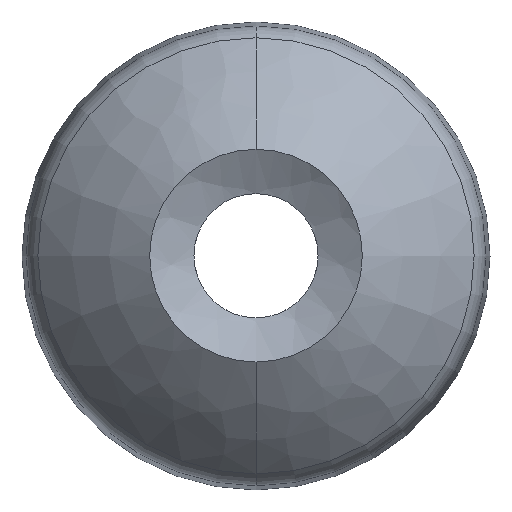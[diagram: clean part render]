
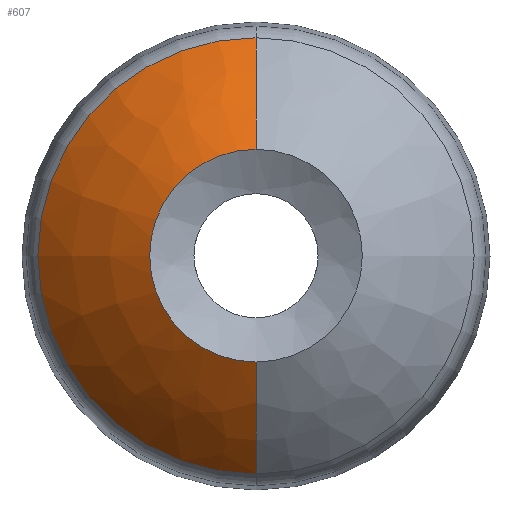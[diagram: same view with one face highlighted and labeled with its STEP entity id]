
A CAD part, top view. The second image highlights one B-rep face of the part: STEP entity #607.
In plain terms, the highlighted free-form (B-spline) face has degree [3, 3] with [4, 4] control points.
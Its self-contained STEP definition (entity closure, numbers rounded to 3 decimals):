
#11 = CARTESIAN_POINT ( 'NONE',  ( 0., 11.133, 18. ) ) ;
#16 = EDGE_CURVE ( 'NONE', #347, #285, #121, .T. ) ;
#21 =( BOUNDED_SURFACE ( )  B_SPLINE_SURFACE ( 3, 3, ( 
 ( #487, #178, #383, #176 ),
 ( #172, #441, #77, #331 ),
 ( #276, #71, #434, #180 ),
 ( #228, #384, #540, #230 ) ),
 .UNSPECIFIED., .F., .F., .F. ) 
 B_SPLINE_SURFACE_WITH_KNOTS ( ( 4, 4 ),
 ( 4, 4 ),
 ( 0., 1. ),
 ( 0., 1. ),
 .UNSPECIFIED. ) 
 GEOMETRIC_REPRESENTATION_ITEM ( )  RATIONAL_B_SPLINE_SURFACE ( (
 ( 1., 0.333, 0.333, 1.),
 ( 0.992, 0.331, 0.331, 0.992),
 ( 0.992, 0.331, 0.331, 0.992),
 ( 1., 0.333, 0.333, 1.) ) ) 
 REPRESENTATION_ITEM ( '' )  SURFACE ( )  );
#53 = DIRECTION ( 'NONE',  ( 0., 1., 0. ) ) ;
#71 = CARTESIAN_POINT ( 'NONE',  ( -31.093, -15.547, 15.243 ) ) ;
#77 = CARTESIAN_POINT ( 'NONE',  ( -38.96, 19.48, 11.837 ) ) ;
#78 = VERTEX_POINT ( 'NONE', #394 ) ;
#79 = DIRECTION ( 'NONE',  ( -1., 0., 0. ) ) ;
#121 = CIRCLE ( 'NONE', #412, 50. ) ;
#133 = ORIENTED_EDGE ( 'NONE', *, *, #266, .T. ) ;
#138 = CIRCLE ( 'NONE', #272, 50. ) ;
#145 = CARTESIAN_POINT ( 'NONE',  ( 0., 0., 7.863 ) ) ;
#172 = CARTESIAN_POINT ( 'NONE',  ( 0., -19.48, 11.837 ) ) ;
#176 = CARTESIAN_POINT ( 'NONE',  ( 0., 22.839, 7.863 ) ) ;
#178 = CARTESIAN_POINT ( 'NONE',  ( -45.677, -22.839, 7.863 ) ) ;
#180 = CARTESIAN_POINT ( 'NONE',  ( 0., 15.547, 15.243 ) ) ;
#206 = CARTESIAN_POINT ( 'NONE',  ( 0., -11.133, 18. ) ) ;
#218 = EDGE_LOOP ( 'NONE', ( #560, #528, #133, #329 ) ) ;
#222 = CARTESIAN_POINT ( 'NONE',  ( 0., -22.839, 7.863 ) ) ;
#228 = CARTESIAN_POINT ( 'NONE',  ( 0., -11.133, 18. ) ) ;
#230 = CARTESIAN_POINT ( 'NONE',  ( 0., 11.133, 18. ) ) ;
#259 = VERTEX_POINT ( 'NONE', #11 ) ;
#266 = EDGE_CURVE ( 'NONE', #285, #259, #511, .T. ) ;
#272 = AXIS2_PLACEMENT_3D ( 'NONE', #589, #537, #544 ) ;
#276 = CARTESIAN_POINT ( 'NONE',  ( 0., -15.547, 15.243 ) ) ;
#285 = VERTEX_POINT ( 'NONE', #206 ) ;
#329 = ORIENTED_EDGE ( 'NONE', *, *, #572, .F. ) ;
#331 = CARTESIAN_POINT ( 'NONE',  ( 0., 19.48, 11.837 ) ) ;
#338 = DIRECTION ( 'NONE',  ( 0., -1., 0. ) ) ;
#347 = VERTEX_POINT ( 'NONE', #222 ) ;
#383 = CARTESIAN_POINT ( 'NONE',  ( -45.677, 22.839, 7.863 ) ) ;
#384 = CARTESIAN_POINT ( 'NONE',  ( -22.267, -11.133, 18. ) ) ;
#385 = CIRCLE ( 'NONE', #473, 22.839 ) ;
#394 = CARTESIAN_POINT ( 'NONE',  ( 0., 22.839, 7.863 ) ) ;
#412 = AXIS2_PLACEMENT_3D ( 'NONE', #597, #79, #338 ) ;
#420 = AXIS2_PLACEMENT_3D ( 'NONE', #523, #618, #53 ) ;
#434 = CARTESIAN_POINT ( 'NONE',  ( -31.093, 15.547, 15.243 ) ) ;
#441 = CARTESIAN_POINT ( 'NONE',  ( -38.96, -19.48, 11.837 ) ) ;
#468 = FACE_OUTER_BOUND ( 'NONE', #218, .T. ) ;
#473 = AXIS2_PLACEMENT_3D ( 'NONE', #145, #497, #605 ) ;
#487 = CARTESIAN_POINT ( 'NONE',  ( 0., -22.839, 7.863 ) ) ;
#497 = DIRECTION ( 'NONE',  ( 0., 0., 1. ) ) ;
#511 = CIRCLE ( 'NONE', #420, 11.133 ) ;
#523 = CARTESIAN_POINT ( 'NONE',  ( 0., 0., 18. ) ) ;
#528 = ORIENTED_EDGE ( 'NONE', *, *, #16, .T. ) ;
#537 = DIRECTION ( 'NONE',  ( 1., 0., 0. ) ) ;
#540 = CARTESIAN_POINT ( 'NONE',  ( -22.267, 11.133, 18. ) ) ;
#544 = DIRECTION ( 'NONE',  ( 0., 1., 0. ) ) ;
#560 = ORIENTED_EDGE ( 'NONE', *, *, #625, .T. ) ;
#572 = EDGE_CURVE ( 'NONE', #78, #259, #138, .T. ) ;
#589 = CARTESIAN_POINT ( 'NONE',  ( 0., -15.352, -24.41 ) ) ;
#597 = CARTESIAN_POINT ( 'NONE',  ( 0., 15.352, -24.41 ) ) ;
#605 = DIRECTION ( 'NONE',  ( 0., 1., 0. ) ) ;
#607 = ADVANCED_FACE ( 'NONE', ( #468 ), #21, .T. ) ;
#618 = DIRECTION ( 'NONE',  ( 0., 0., -1. ) ) ;
#625 = EDGE_CURVE ( 'NONE', #78, #347, #385, .T. ) ;
